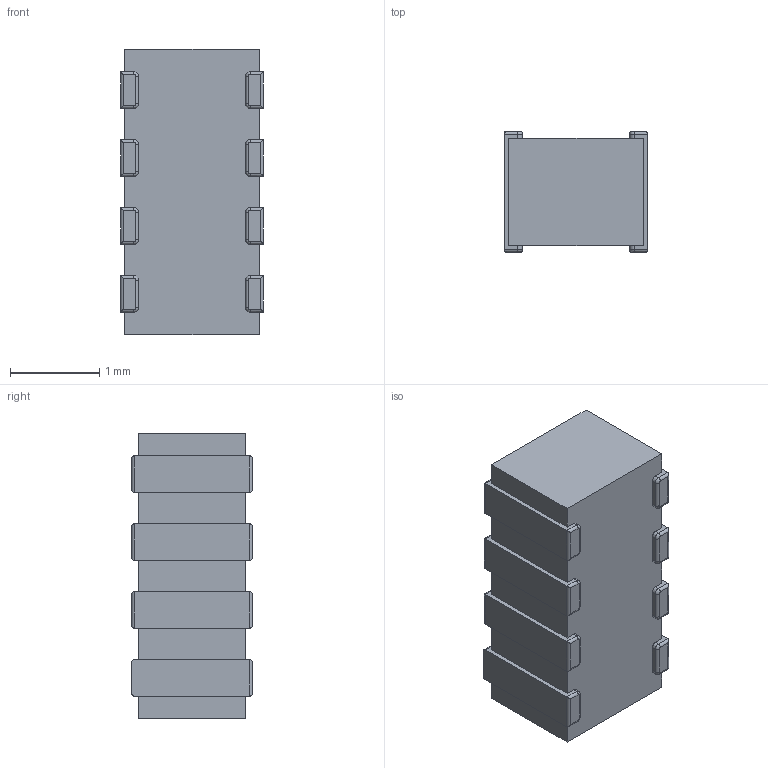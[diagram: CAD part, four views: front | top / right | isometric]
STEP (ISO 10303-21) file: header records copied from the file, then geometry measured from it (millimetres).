
FILE_DESCRIPTION (( 'STEP AP214' ), '1' );
FILE_NAME ('W3A45C102KAT2A.STEP', '2022-08-27T16:11:11', ( '' ), ( '' ), 'SwSTEP 2.0', 'SolidWorks 2017', '' );
FILE_SCHEMA (( 'AUTOMOTIVE_DESIGN' ));
Length unit declared in the file: millimetre
Products named in the file (1): W3A45C102KAT2A
Bounding box: 1.6 x 1.35 x 3.2 mm (x, y, z)
Volume: 6.1 mm3; surface area: 36.1 mm2
Topology: 9 solids, 9 shells, 213 faces, 491 edges, 296 vertices
Faces by surface type: cylinder 95, plane 86, torus 32
Entity records: 6041 total; most frequent: CARTESIAN_POINT 1091, DIRECTION 1051, ORIENTED_EDGE 982, EDGE_CURVE 491, AXIS2_PLACEMENT_3D 376, VECTOR 299, LINE 299, VERTEX_POINT 296
